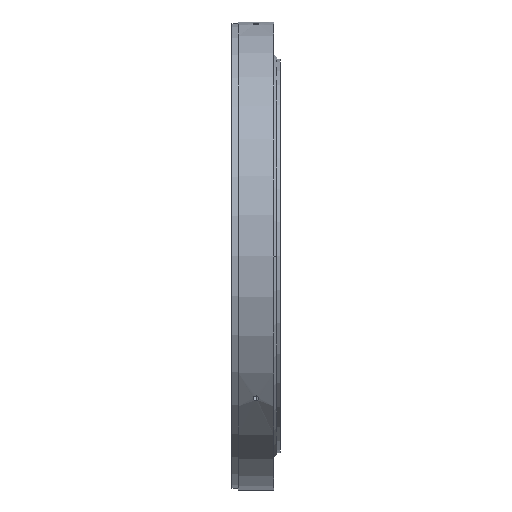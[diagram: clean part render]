
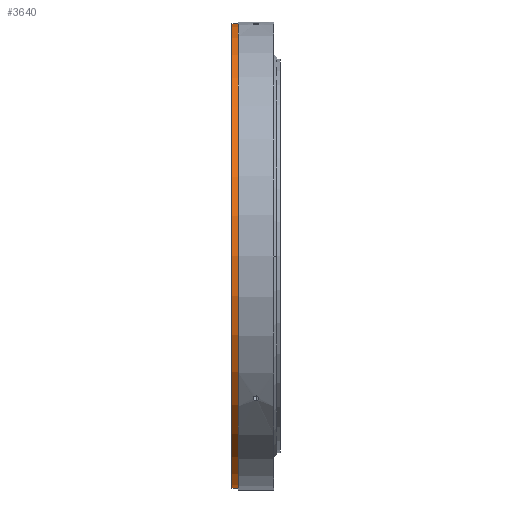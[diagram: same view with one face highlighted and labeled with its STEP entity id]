
A CAD part, left-side view. The second image highlights one B-rep face of the part: STEP entity #3640.
In plain terms, the highlighted cylindrical face has radius 367.5 mm (diameter 735 mm), a partial arc.
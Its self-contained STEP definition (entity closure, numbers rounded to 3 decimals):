
#440 = CARTESIAN_POINT ( 'NONE',  ( 0., -61.11, -367.5 ) ) ;
#497 = DIRECTION ( 'NONE',  ( 0., -1., 0. ) ) ;
#1266 = ORIENTED_EDGE ( 'NONE', *, *, #23097, .F. ) ;
#1798 = ORIENTED_EDGE ( 'NONE', *, *, #21942, .F. ) ;
#2017 = AXIS2_PLACEMENT_3D ( 'NONE', #8863, #7775, #4369 ) ;
#2068 = LINE ( 'NONE', #440, #21108 ) ;
#3123 = CYLINDRICAL_SURFACE ( 'NONE', #2017, 367.5 ) ;
#3387 = CARTESIAN_POINT ( 'NONE',  ( 0., 28., 0. ) ) ;
#3407 = DIRECTION ( 'NONE',  ( 0., 0., 1. ) ) ;
#3412 = DIRECTION ( 'NONE',  ( 0., -1., 0. ) ) ;
#3640 = ADVANCED_FACE ( 'NONE', ( #7706 ), #3123, .T. ) ;
#4369 = DIRECTION ( 'NONE',  ( 0., 0., 1. ) ) ;
#4417 = CARTESIAN_POINT ( 'NONE',  ( 0., -61.11, 367.5 ) ) ;
#4531 = DIRECTION ( 'NONE',  ( 0., -1., 0. ) ) ;
#5168 = VERTEX_POINT ( 'NONE', #6287 ) ;
#6287 = CARTESIAN_POINT ( 'NONE',  ( 0., 38., 367.5 ) ) ;
#6292 = ORIENTED_EDGE ( 'NONE', *, *, #22377, .T. ) ;
#7661 = CARTESIAN_POINT ( 'NONE',  ( 0., 38., -367.5 ) ) ;
#7706 = FACE_OUTER_BOUND ( 'NONE', #12056, .T. ) ;
#7775 = DIRECTION ( 'NONE',  ( 0., -1., 0. ) ) ;
#7956 = ORIENTED_EDGE ( 'NONE', *, *, #20817, .F. ) ;
#8863 = CARTESIAN_POINT ( 'NONE',  ( 0., -61.11, 0. ) ) ;
#10037 = VERTEX_POINT ( 'NONE', #7661 ) ;
#10519 = VERTEX_POINT ( 'NONE', #17764 ) ;
#10601 = AXIS2_PLACEMENT_3D ( 'NONE', #12796, #12848, #12913 ) ;
#12056 = EDGE_LOOP ( 'NONE', ( #7956, #6292, #1798, #1266 ) ) ;
#12796 = CARTESIAN_POINT ( 'NONE',  ( 0., 38., 0. ) ) ;
#12848 = DIRECTION ( 'NONE',  ( 0., 1., 0. ) ) ;
#12913 = DIRECTION ( 'NONE',  ( 0., 0., 1. ) ) ;
#16574 = CIRCLE ( 'NONE', #20382, 367.5 ) ;
#16895 = VERTEX_POINT ( 'NONE', #22805 ) ;
#17764 = CARTESIAN_POINT ( 'NONE',  ( 0., 28., 367.5 ) ) ;
#17907 = LINE ( 'NONE', #4417, #22931 ) ;
#18765 = CIRCLE ( 'NONE', #10601, 367.5 ) ;
#20382 = AXIS2_PLACEMENT_3D ( 'NONE', #3387, #3412, #3407 ) ;
#20817 = EDGE_CURVE ( 'NONE', #10037, #5168, #18765, .T. ) ;
#21108 = VECTOR ( 'NONE', #497, 1000. ) ;
#21942 = EDGE_CURVE ( 'NONE', #10519, #16895, #16574, .T. ) ;
#22377 = EDGE_CURVE ( 'NONE', #10037, #16895, #2068, .T. ) ;
#22805 = CARTESIAN_POINT ( 'NONE',  ( 0., 28., -367.5 ) ) ;
#22931 = VECTOR ( 'NONE', #4531, 1000. ) ;
#23097 = EDGE_CURVE ( 'NONE', #5168, #10519, #17907, .T. ) ;
